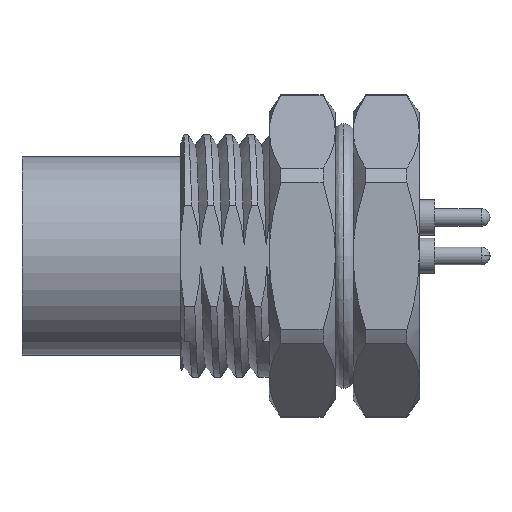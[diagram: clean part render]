
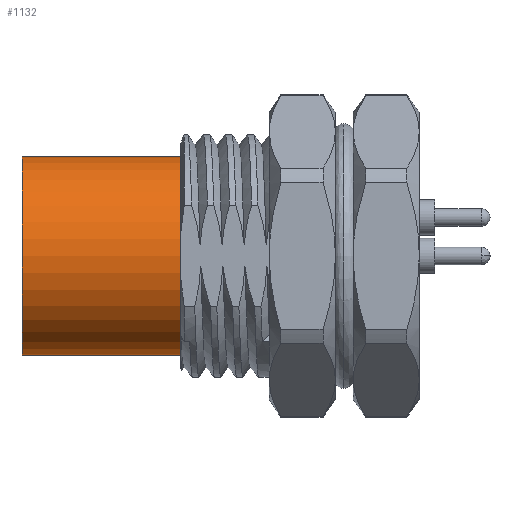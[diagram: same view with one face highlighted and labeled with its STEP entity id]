
A CAD part, top view. The second image highlights one B-rep face of the part: STEP entity #1132.
In plain terms, the highlighted cylindrical face has radius 4.5 mm (diameter 9 mm), a partial arc.
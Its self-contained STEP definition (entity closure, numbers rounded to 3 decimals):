
#148 = VERTEX_POINT ( 'NONE', #2282 ) ;
#211 = VERTEX_POINT ( 'NONE', #2456 ) ;
#1132 = ADVANCED_FACE ( 'NONE', ( #5148 ), #4502, .T. ) ;
#1373 = DIRECTION ( 'NONE',  ( 1., 0., 0. ) ) ;
#1585 = DIRECTION ( 'NONE',  ( 1., 0., 0. ) ) ;
#1605 = CARTESIAN_POINT ( 'NONE',  ( 18., -4.5, 0. ) ) ;
#1927 = EDGE_LOOP ( 'NONE', ( #5603, #5441, #5301, #3148 ) ) ;
#2282 = CARTESIAN_POINT ( 'NONE',  ( 0., 4.5, 0. ) ) ;
#2445 = LINE ( 'NONE', #8212, #2537 ) ;
#2456 = CARTESIAN_POINT ( 'NONE',  ( 0., -4.5, 0. ) ) ;
#2537 = VECTOR ( 'NONE', #8288, 1000. ) ;
#3148 = ORIENTED_EDGE ( 'NONE', *, *, #5406, .F. ) ;
#3446 = CIRCLE ( 'NONE', #4533, 4.5 ) ;
#3591 = CARTESIAN_POINT ( 'NONE',  ( 0., 0., 0. ) ) ;
#3835 = EDGE_CURVE ( 'NONE', #211, #7699, #7898, .T. ) ;
#4109 = CARTESIAN_POINT ( 'NONE',  ( 7.2, 4.5, 0. ) ) ;
#4167 = VERTEX_POINT ( 'NONE', #4109 ) ;
#4313 = DIRECTION ( 'NONE',  ( 0., 1., 0. ) ) ;
#4502 = CYLINDRICAL_SURFACE ( 'NONE', #7526, 4.5 ) ;
#4533 = AXIS2_PLACEMENT_3D ( 'NONE', #5431, #1373, #6184 ) ;
#4565 = CIRCLE ( 'NONE', #7583, 4.5 ) ;
#5148 = FACE_OUTER_BOUND ( 'NONE', #1927, .T. ) ;
#5301 = ORIENTED_EDGE ( 'NONE', *, *, #7364, .F. ) ;
#5406 = EDGE_CURVE ( 'NONE', #148, #4167, #2445, .T. ) ;
#5431 = CARTESIAN_POINT ( 'NONE',  ( 7.2, 0., 0. ) ) ;
#5441 = ORIENTED_EDGE ( 'NONE', *, *, #3835, .T. ) ;
#5603 = ORIENTED_EDGE ( 'NONE', *, *, #7179, .T. ) ;
#6184 = DIRECTION ( 'NONE',  ( 0., 1., 0. ) ) ;
#6876 = CARTESIAN_POINT ( 'NONE',  ( 18., 0., 0. ) ) ;
#6900 = DIRECTION ( 'NONE',  ( 0., 1., 0. ) ) ;
#6911 = DIRECTION ( 'NONE',  ( 1., 0., 0. ) ) ;
#7179 = EDGE_CURVE ( 'NONE', #148, #211, #4565, .T. ) ;
#7364 = EDGE_CURVE ( 'NONE', #4167, #7699, #3446, .T. ) ;
#7487 = CARTESIAN_POINT ( 'NONE',  ( 7.2, -4.5, 0. ) ) ;
#7526 = AXIS2_PLACEMENT_3D ( 'NONE', #6876, #6911, #6900 ) ;
#7583 = AXIS2_PLACEMENT_3D ( 'NONE', #3591, #8493, #4313 ) ;
#7699 = VERTEX_POINT ( 'NONE', #7487 ) ;
#7898 = LINE ( 'NONE', #1605, #8077 ) ;
#8077 = VECTOR ( 'NONE', #1585, 1000. ) ;
#8212 = CARTESIAN_POINT ( 'NONE',  ( 18., 4.5, 0. ) ) ;
#8288 = DIRECTION ( 'NONE',  ( 1., 0., 0. ) ) ;
#8493 = DIRECTION ( 'NONE',  ( 1., 0., 0. ) ) ;
